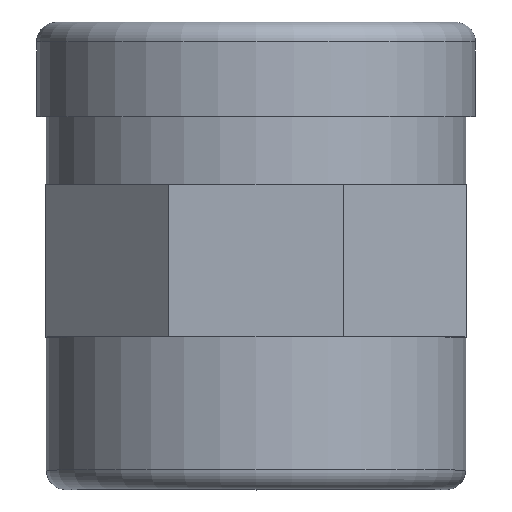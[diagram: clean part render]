
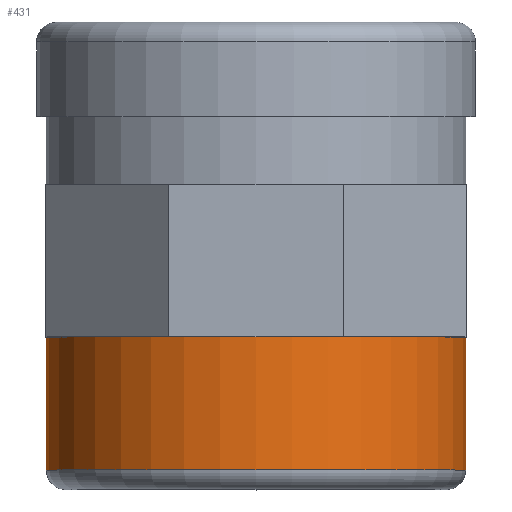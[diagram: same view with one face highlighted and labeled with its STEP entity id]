
A CAD part, top view. The second image highlights one B-rep face of the part: STEP entity #431.
In plain terms, the highlighted cylindrical face has radius 21.45 mm (diameter 42.9 mm), a full revolution.
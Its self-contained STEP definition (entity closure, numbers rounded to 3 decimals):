
#99=FACE_BOUND($,#166,.T.);
#123=FACE_OUTER_BOUND($,#165,.T.);
#165=EDGE_LOOP($,(#330));
#166=EDGE_LOOP($,(#331));
#211=CIRCLE($,#478,21.45);
#213=CIRCLE($,#481,21.45);
#234=VERTEX_POINT($,#681);
#236=VERTEX_POINT($,#686);
#273=EDGE_CURVE($,#234,#234,#211,.T.);
#275=EDGE_CURVE($,#236,#236,#213,.T.);
#330=ORIENTED_EDGE($,*,*,#275,.T.);
#331=ORIENTED_EDGE($,*,*,#273,.F.);
#407=CYLINDRICAL_SURFACE($,#480,21.45);
#431=ADVANCED_FACE($,(#123,#99),#407,.T.);
#478=AXIS2_PLACEMENT_3D($,#682,#555,#556);
#480=AXIS2_PLACEMENT_3D($,#685,#559,#560);
#481=AXIS2_PLACEMENT_3D($,#687,#561,#562);
#555=DIRECTION('center_axis',(0.,-1.,0.));
#556=DIRECTION('ref_axis',(1.,0.,0.));
#559=DIRECTION('center_axis',(0.,-1.,0.));
#560=DIRECTION('ref_axis',(1.,0.,0.));
#561=DIRECTION('center_axis',(0.,-1.,0.));
#562=DIRECTION('ref_axis',(1.,0.,0.));
#681=CARTESIAN_POINT('',(1241.485,1042.844,0.));
#682=CARTESIAN_POINT('Origin',(1262.935,1042.844,0.));
#685=CARTESIAN_POINT('Origin',(1262.935,1049.644,0.));
#686=CARTESIAN_POINT('',(1241.485,1056.444,0.));
#687=CARTESIAN_POINT('Origin',(1262.935,1056.444,0.));
